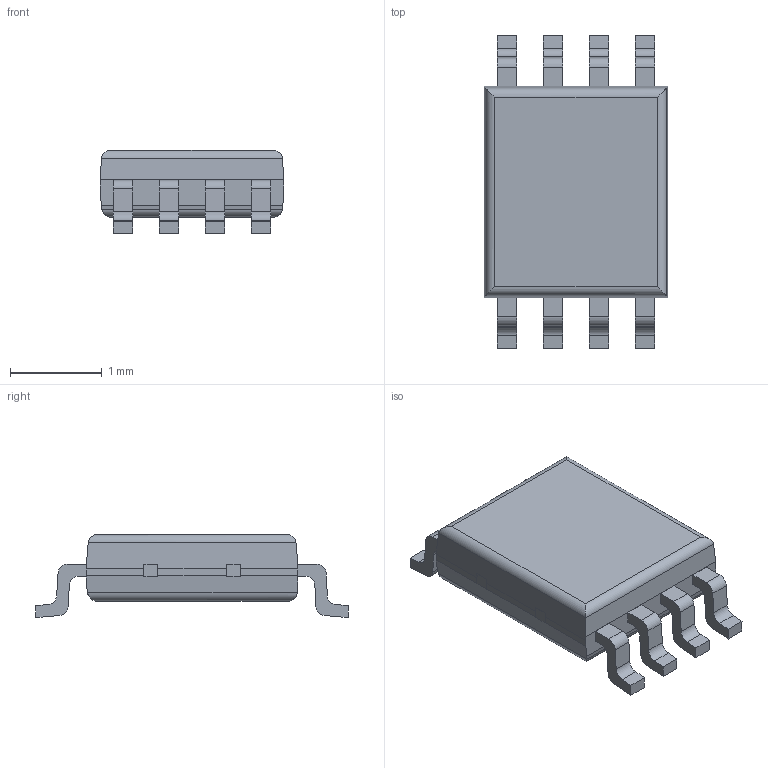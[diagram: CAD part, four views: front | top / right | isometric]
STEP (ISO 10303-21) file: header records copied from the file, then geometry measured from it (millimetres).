
FILE_DESCRIPTION(/* description */ ('Unknown'),/* implementation_level */ '2;1');
FILE_NAME(/* name */ 'VSSOP-8L',/* time_stamp */ '2021-07-22T17:16:44+08:00',/* author */ ('Unknown'),/* organization */ ('Unknown'),/* preprocessor_version */ 'ST-DEVELOPER v16.7',/* originating_system */ 'DEX',/* authorisation */ $);
FILE_SCHEMA (('AUTOMOTIVE_DESIGN {1 0 10303 214 3 1 1}'));
Length unit declared in the file: millimetre
Products named in the file (3): VSSOP-8L; LDF; MD
Assembly tree (2 placements, depth 2):
  VSSOP-8L
    LDF
    MD
Bounding box: 2 x 3.4 x 0.9 mm (x, y, z)
Volume: 3.5 mm3; surface area: 36.1 mm2
Topology: 10 solids, 10 shells, 330 faces, 924 edges, 616 vertices
Faces by surface type: plane 258, cylinder 72
Entity records: 10772 total; most frequent: CARTESIAN_POINT 1933, ORIENTED_EDGE 1848, DIRECTION 1714, EDGE_CURVE 924, LINE 760, VECTOR 760, VERTEX_POINT 616, AXIS2_PLACEMENT_3D 477
